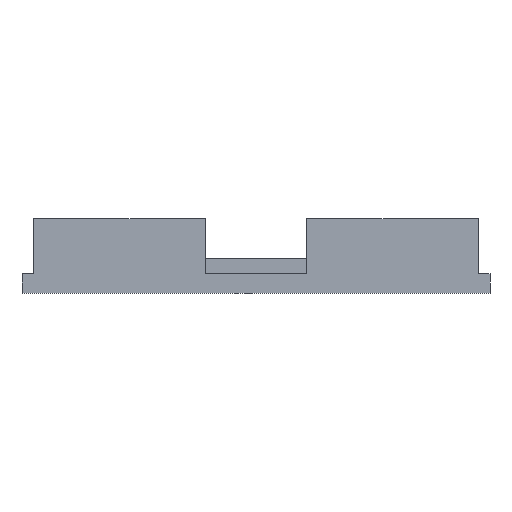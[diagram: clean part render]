
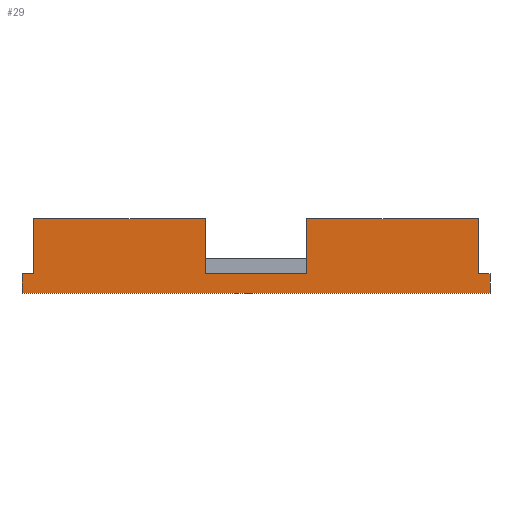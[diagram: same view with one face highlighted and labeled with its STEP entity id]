
A CAD part, front view. The second image highlights one B-rep face of the part: STEP entity #29.
In plain terms, the highlighted planar face has unit normal (0, -1, 0).
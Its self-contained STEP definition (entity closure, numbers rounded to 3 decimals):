
#2 = LINE ( 'NONE', #535, #524 ) ;
#5 = EDGE_CURVE ( 'NONE', #778, #896, #39, .T. ) ;
#23 = VECTOR ( 'NONE', #501, 1000. ) ;
#29 = ADVANCED_FACE ( 'NONE', ( #539 ), #467, .F. ) ;
#32 = EDGE_CURVE ( 'NONE', #256, #133, #391, .T. ) ;
#36 = CARTESIAN_POINT ( 'NONE',  ( 10.1, -7.575, 3.4 ) ) ;
#39 = LINE ( 'NONE', #719, #880 ) ;
#42 = CARTESIAN_POINT ( 'NONE',  ( -10.625, -7.575, 0.9 ) ) ;
#44 = DIRECTION ( 'NONE',  ( 0., 0., -1. ) ) ;
#47 = VECTOR ( 'NONE', #559, 1000. ) ;
#48 = DIRECTION ( 'NONE',  ( 0., 1., 0. ) ) ;
#51 = DIRECTION ( 'NONE',  ( 0., 0., 1. ) ) ;
#53 = VERTEX_POINT ( 'NONE', #739 ) ;
#71 = LINE ( 'NONE', #764, #534 ) ;
#72 = CARTESIAN_POINT ( 'NONE',  ( 2.3, -7.575, 3.4 ) ) ;
#78 = CARTESIAN_POINT ( 'NONE',  ( -10.625, -7.575, 0. ) ) ;
#79 = VECTOR ( 'NONE', #138, 1000. ) ;
#82 = ORIENTED_EDGE ( 'NONE', *, *, #903, .F. ) ;
#85 = EDGE_CURVE ( 'NONE', #363, #53, #2, .T. ) ;
#103 = ORIENTED_EDGE ( 'NONE', *, *, #699, .T. ) ;
#112 = LINE ( 'NONE', #418, #290 ) ;
#125 = ORIENTED_EDGE ( 'NONE', *, *, #749, .F. ) ;
#133 = VERTEX_POINT ( 'NONE', #543 ) ;
#138 = DIRECTION ( 'NONE',  ( 1., 0., 0. ) ) ;
#141 = CARTESIAN_POINT ( 'NONE',  ( 10.625, -7.575, 0.9 ) ) ;
#144 = ORIENTED_EDGE ( 'NONE', *, *, #85, .F. ) ;
#175 = EDGE_CURVE ( 'NONE', #133, #849, #420, .T. ) ;
#178 = LINE ( 'NONE', #36, #283 ) ;
#197 = VERTEX_POINT ( 'NONE', #434 ) ;
#204 = DIRECTION ( 'NONE',  ( 1., 0., 0. ) ) ;
#221 = CARTESIAN_POINT ( 'NONE',  ( -2.3, -7.575, 0.9 ) ) ;
#237 = VECTOR ( 'NONE', #299, 1000. ) ;
#254 = ORIENTED_EDGE ( 'NONE', *, *, #698, .F. ) ;
#256 = VERTEX_POINT ( 'NONE', #784 ) ;
#279 = CARTESIAN_POINT ( 'NONE',  ( -2.3, -7.575, 3.4 ) ) ;
#283 = VECTOR ( 'NONE', #44, 1000. ) ;
#288 = CARTESIAN_POINT ( 'NONE',  ( -10.1, -7.575, 3.4 ) ) ;
#290 = VECTOR ( 'NONE', #204, 1000. ) ;
#298 = CARTESIAN_POINT ( 'NONE',  ( 2.3, -7.575, 3.4 ) ) ;
#299 = DIRECTION ( 'NONE',  ( 1., 0., 0. ) ) ;
#304 = VECTOR ( 'NONE', #389, 1000. ) ;
#337 = LINE ( 'NONE', #547, #79 ) ;
#343 = EDGE_LOOP ( 'NONE', ( #772, #82, #144, #466, #125, #715, #763, #570, #254, #103, #404, #431 ) ) ;
#353 = CARTESIAN_POINT ( 'NONE',  ( -10.625, -7.575, 0.9 ) ) ;
#363 = VERTEX_POINT ( 'NONE', #591 ) ;
#389 = DIRECTION ( 'NONE',  ( 0., 0., -1. ) ) ;
#391 = LINE ( 'NONE', #672, #304 ) ;
#404 = ORIENTED_EDGE ( 'NONE', *, *, #718, .F. ) ;
#418 = CARTESIAN_POINT ( 'NONE',  ( -10.625, -7.575, 0.9 ) ) ;
#420 = LINE ( 'NONE', #78, #237 ) ;
#424 = EDGE_CURVE ( 'NONE', #521, #363, #178, .T. ) ;
#431 = ORIENTED_EDGE ( 'NONE', *, *, #32, .T. ) ;
#433 = DIRECTION ( 'NONE',  ( 0., 0., -1. ) ) ;
#434 = CARTESIAN_POINT ( 'NONE',  ( 2.3, -7.575, 0.9 ) ) ;
#463 = LINE ( 'NONE', #141, #23 ) ;
#466 = ORIENTED_EDGE ( 'NONE', *, *, #424, .F. ) ;
#467 = PLANE ( 'NONE',  #689 ) ;
#471 = CARTESIAN_POINT ( 'NONE',  ( -10.1, -7.575, 0.9 ) ) ;
#475 = LINE ( 'NONE', #298, #765 ) ;
#479 = DIRECTION ( 'NONE',  ( 1., 0., 0. ) ) ;
#481 = CARTESIAN_POINT ( 'NONE',  ( -10.1, -7.575, 3.4 ) ) ;
#501 = DIRECTION ( 'NONE',  ( 0., 0., -1. ) ) ;
#517 = VERTEX_POINT ( 'NONE', #471 ) ;
#521 = VERTEX_POINT ( 'NONE', #890 ) ;
#524 = VECTOR ( 'NONE', #610, 1000. ) ;
#534 = VECTOR ( 'NONE', #479, 1000. ) ;
#535 = CARTESIAN_POINT ( 'NONE',  ( -10.625, -7.575, 0.9 ) ) ;
#539 = FACE_OUTER_BOUND ( 'NONE', #343, .T. ) ;
#543 = CARTESIAN_POINT ( 'NONE',  ( -10.625, -7.575, 0. ) ) ;
#547 = CARTESIAN_POINT ( 'NONE',  ( -2.3, -7.575, 3.4 ) ) ;
#559 = DIRECTION ( 'NONE',  ( 0., 0., -1. ) ) ;
#570 = ORIENTED_EDGE ( 'NONE', *, *, #5, .F. ) ;
#591 = CARTESIAN_POINT ( 'NONE',  ( 10.1, -7.575, 0.9 ) ) ;
#610 = DIRECTION ( 'NONE',  ( 1., 0., 0. ) ) ;
#654 = DIRECTION ( 'NONE',  ( 0., 0., -1. ) ) ;
#672 = CARTESIAN_POINT ( 'NONE',  ( -10.625, -7.575, 0.9 ) ) ;
#689 = AXIS2_PLACEMENT_3D ( 'NONE', #42, #48, #51 ) ;
#697 = VECTOR ( 'NONE', #901, 1000. ) ;
#698 = EDGE_CURVE ( 'NONE', #704, #778, #337, .T. ) ;
#699 = EDGE_CURVE ( 'NONE', #704, #517, #904, .T. ) ;
#704 = VERTEX_POINT ( 'NONE', #288 ) ;
#710 = VERTEX_POINT ( 'NONE', #72 ) ;
#715 = ORIENTED_EDGE ( 'NONE', *, *, #847, .T. ) ;
#718 = EDGE_CURVE ( 'NONE', #256, #517, #885, .T. ) ;
#719 = CARTESIAN_POINT ( 'NONE',  ( -2.3, -7.575, 3.4 ) ) ;
#739 = CARTESIAN_POINT ( 'NONE',  ( 10.625, -7.575, 0.9 ) ) ;
#749 = EDGE_CURVE ( 'NONE', #710, #521, #71, .T. ) ;
#763 = ORIENTED_EDGE ( 'NONE', *, *, #774, .F. ) ;
#764 = CARTESIAN_POINT ( 'NONE',  ( 2.3, -7.575, 3.4 ) ) ;
#765 = VECTOR ( 'NONE', #433, 1000. ) ;
#772 = ORIENTED_EDGE ( 'NONE', *, *, #175, .T. ) ;
#774 = EDGE_CURVE ( 'NONE', #896, #197, #112, .T. ) ;
#778 = VERTEX_POINT ( 'NONE', #279 ) ;
#784 = CARTESIAN_POINT ( 'NONE',  ( -10.625, -7.575, 0.9 ) ) ;
#847 = EDGE_CURVE ( 'NONE', #710, #197, #475, .T. ) ;
#849 = VERTEX_POINT ( 'NONE', #907 ) ;
#880 = VECTOR ( 'NONE', #654, 1000. ) ;
#885 = LINE ( 'NONE', #353, #697 ) ;
#890 = CARTESIAN_POINT ( 'NONE',  ( 10.1, -7.575, 3.4 ) ) ;
#896 = VERTEX_POINT ( 'NONE', #221 ) ;
#901 = DIRECTION ( 'NONE',  ( 1., 0., 0. ) ) ;
#903 = EDGE_CURVE ( 'NONE', #53, #849, #463, .T. ) ;
#904 = LINE ( 'NONE', #481, #47 ) ;
#907 = CARTESIAN_POINT ( 'NONE',  ( 10.625, -7.575, 0. ) ) ;
